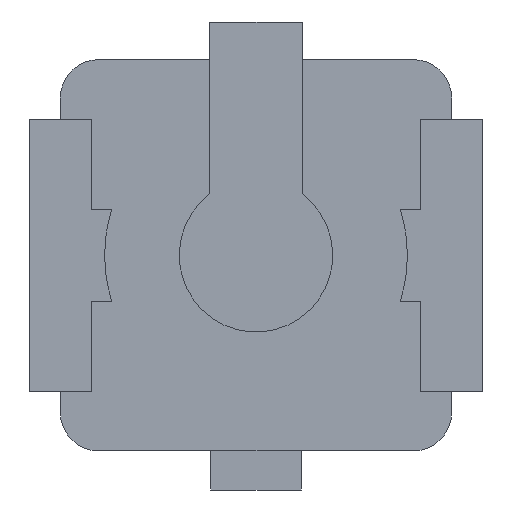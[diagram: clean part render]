
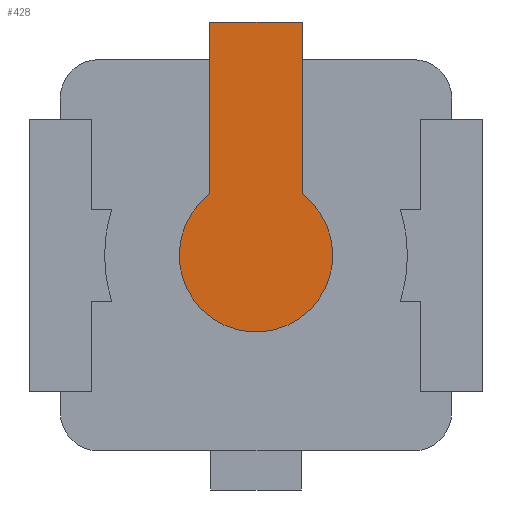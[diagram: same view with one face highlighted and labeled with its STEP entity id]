
A CAD part, front view. The second image highlights one B-rep face of the part: STEP entity #428.
In plain terms, the highlighted planar face has unit normal (0, -1, 0).
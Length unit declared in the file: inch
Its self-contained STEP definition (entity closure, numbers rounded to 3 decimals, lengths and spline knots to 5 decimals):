
#12 = PLANE ( 'NONE',  #2120 ) ;
#69 = VECTOR ( 'NONE', #1570, 39.37008 ) ;
#133 = CARTESIAN_POINT ( 'NONE',  ( -0.012, -0.007, 0.016 ) ) ;
#307 = CIRCLE ( 'NONE', #2057, 0.02 ) ;
#312 = DIRECTION ( 'NONE',  ( 0., -1., 0. ) ) ;
#428 = ADVANCED_FACE ( 'NONE', ( #1900 ), #12, .T. ) ;
#436 = ORIENTED_EDGE ( 'NONE', *, *, #1483, .T. ) ;
#528 = ORIENTED_EDGE ( 'NONE', *, *, #581, .T. ) ;
#581 = EDGE_CURVE ( 'NONE', #1876, #1733, #2915, .T. ) ;
#583 = CARTESIAN_POINT ( 'NONE',  ( -0.012, -0.007, 0.016 ) ) ;
#708 = CARTESIAN_POINT ( 'NONE',  ( 0., -0.007, 0. ) ) ;
#750 = DIRECTION ( 'NONE',  ( 0., 0., -1. ) ) ;
#782 = CARTESIAN_POINT ( 'NONE',  ( -0.012, -0.007, 0.06082 ) ) ;
#827 = CARTESIAN_POINT ( 'NONE',  ( 0.012, -0.007, 0.016 ) ) ;
#828 = DIRECTION ( 'NONE',  ( 0., -1., 0. ) ) ;
#1159 = CARTESIAN_POINT ( 'NONE',  ( -0.012, -0.007, 0.06082 ) ) ;
#1364 = LINE ( 'NONE', #133, #1625 ) ;
#1385 = CARTESIAN_POINT ( 'NONE',  ( 0.012, -0.007, 0.06082 ) ) ;
#1483 = EDGE_CURVE ( 'NONE', #2870, #1585, #1364, .T. ) ;
#1515 = DIRECTION ( 'NONE',  ( 0., 0., 1. ) ) ;
#1560 = CARTESIAN_POINT ( 'NONE',  ( 0.012, -0.007, 0.06082 ) ) ;
#1570 = DIRECTION ( 'NONE',  ( -1., 0., 0. ) ) ;
#1585 = VERTEX_POINT ( 'NONE', #583 ) ;
#1625 = VECTOR ( 'NONE', #2753, 39.37008 ) ;
#1733 = VERTEX_POINT ( 'NONE', #1385 ) ;
#1876 = VERTEX_POINT ( 'NONE', #827 ) ;
#1900 = FACE_OUTER_BOUND ( 'NONE', #2908, .T. ) ;
#1922 = EDGE_CURVE ( 'NONE', #1733, #2870, #2454, .T. ) ;
#2057 = AXIS2_PLACEMENT_3D ( 'NONE', #708, #312, #750 ) ;
#2101 = EDGE_CURVE ( 'NONE', #1585, #1876, #307, .T. ) ;
#2120 = AXIS2_PLACEMENT_3D ( 'NONE', #2492, #828, #3131 ) ;
#2454 = LINE ( 'NONE', #782, #69 ) ;
#2492 = CARTESIAN_POINT ( 'NONE',  ( 0., -0.007, 0. ) ) ;
#2753 = DIRECTION ( 'NONE',  ( 0., 0., -1. ) ) ;
#2870 = VERTEX_POINT ( 'NONE', #1159 ) ;
#2908 = EDGE_LOOP ( 'NONE', ( #3035, #528, #2956, #436 ) ) ;
#2915 = LINE ( 'NONE', #1560, #3109 ) ;
#2956 = ORIENTED_EDGE ( 'NONE', *, *, #1922, .T. ) ;
#3035 = ORIENTED_EDGE ( 'NONE', *, *, #2101, .T. ) ;
#3109 = VECTOR ( 'NONE', #1515, 39.37008 ) ;
#3131 = DIRECTION ( 'NONE',  ( 0., 0., -1. ) ) ;
